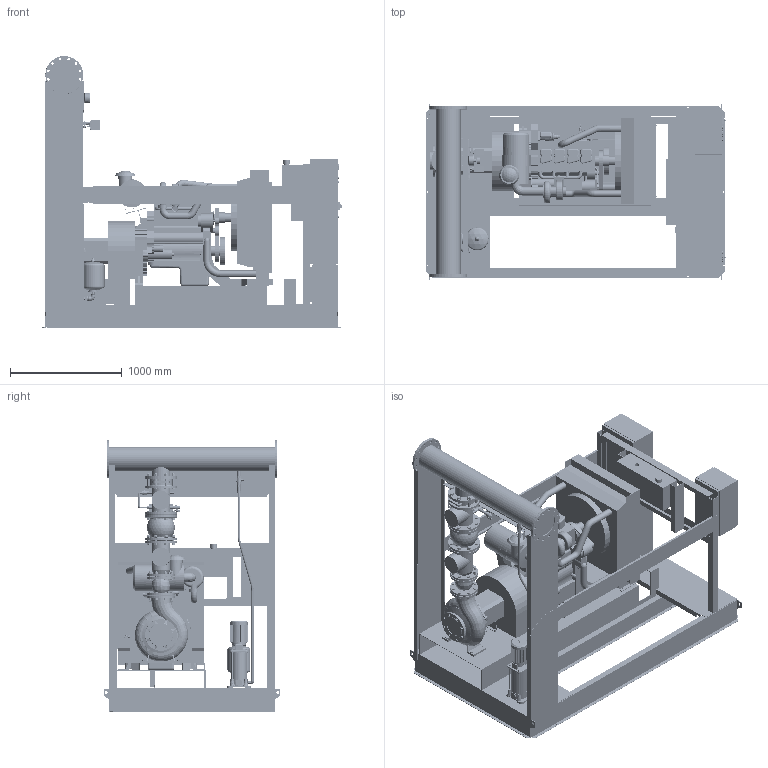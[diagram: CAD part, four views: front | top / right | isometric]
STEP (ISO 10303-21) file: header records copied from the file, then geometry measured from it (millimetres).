
FILE_DESCRIPTION((''),'2;1');
FILE_NAME('3d_Sifire-EN-125_250-267-197_1.1DJ-4183921.stp','2015-05-26T10:21:14',(''),(''),'Mechanical Desktop 2009','Mechanical Desktop 2009',', , ');
FILE_SCHEMA(('CONFIG_CONTROL_DESIGN'));
Length unit declared in the file: millimetre
Products named in the file (1): Product
Bounding box: 2685.5 x 1582 x 2433 mm (x, y, z)
Volume: 829542359.4 mm3; surface area: 49002637.3 mm2
Topology: 219 solids, 219 shells, 5642 faces, 13690 edges, 8644 vertices
Faces by surface type: plane 2155, bspline 1447, cylinder 1262, cone 580, torus 168, sphere 30
Entity records: 180503 total; most frequent: CARTESIAN_POINT 54461, ORIENTED_EDGE 27306, DIRECTION 24530, EDGE_CURVE 13653, VERTEX_POINT 8642, AXIS2_PLACEMENT_3D 8546, VECTOR 7438, LINE 7438
